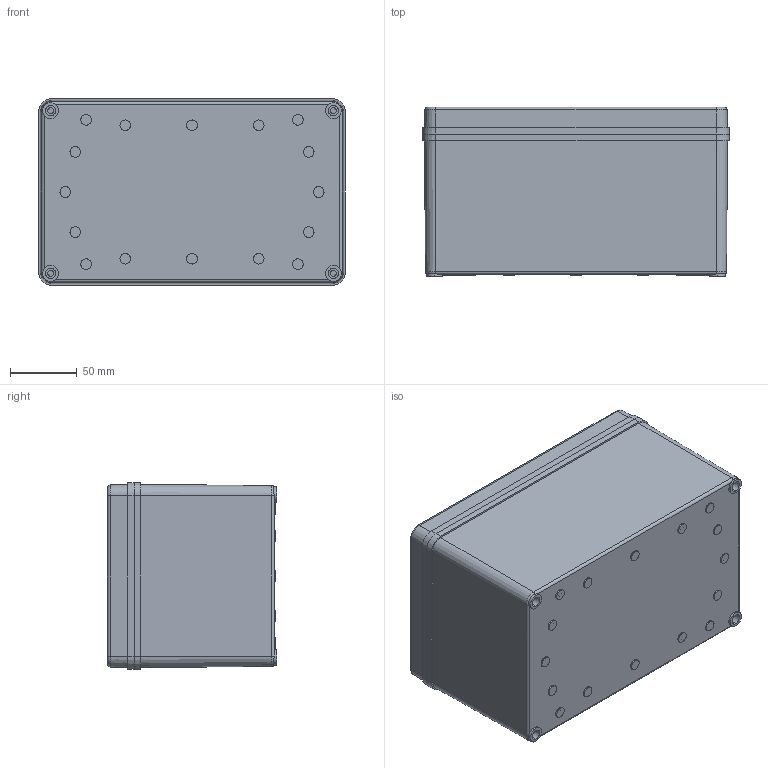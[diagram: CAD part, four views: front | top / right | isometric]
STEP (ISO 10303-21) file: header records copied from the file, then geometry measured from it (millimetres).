
FILE_DESCRIPTION (( 'STEP AP214' ), '1' );
FILE_NAME ('8784319_FIBOX_Piccolo_PC_MH125G.STEP', '2023-02-16T08:28:11', ( 'fiboxadmin' ), ( '' ), 'SwSTEP 2.0', 'SolidWorks 2021', '' );
FILE_SCHEMA (( 'AUTOMOTIVE_DESIGN' ));
Length unit declared in the file: millimetre
Products named in the file (4): S-40_Piccolo_Cover_Screw_long; Fibox_Piccolo_M20C; 8784319_FIBOX_Piccolo_PC_MH125G; Fibox_Piccolo_MH105B
Assembly tree (6 placements, depth 2):
  8784319_FIBOX_Piccolo_PC_MH125G
    Fibox_Piccolo_MH105B
    Fibox_Piccolo_M20C
    S-40_Piccolo_Cover_Screw_long  x4
Bounding box: 230 x 126.7 x 140 mm (x, y, z)
Volume: 493754.7 mm3; surface area: 322675.9 mm2
Topology: 6 solids, 6 shells, 693 faces, 1715 edges, 1130 vertices
Faces by surface type: plane 351, cylinder 270, cone 40, torus 32
Entity records: 16315 total; most frequent: CARTESIAN_POINT 2945, DIRECTION 2879, ORIENTED_EDGE 2638, EDGE_CURVE 1319, AXIS2_PLACEMENT_3D 1042, VERTEX_POINT 872, VECTOR 795, LINE 795
